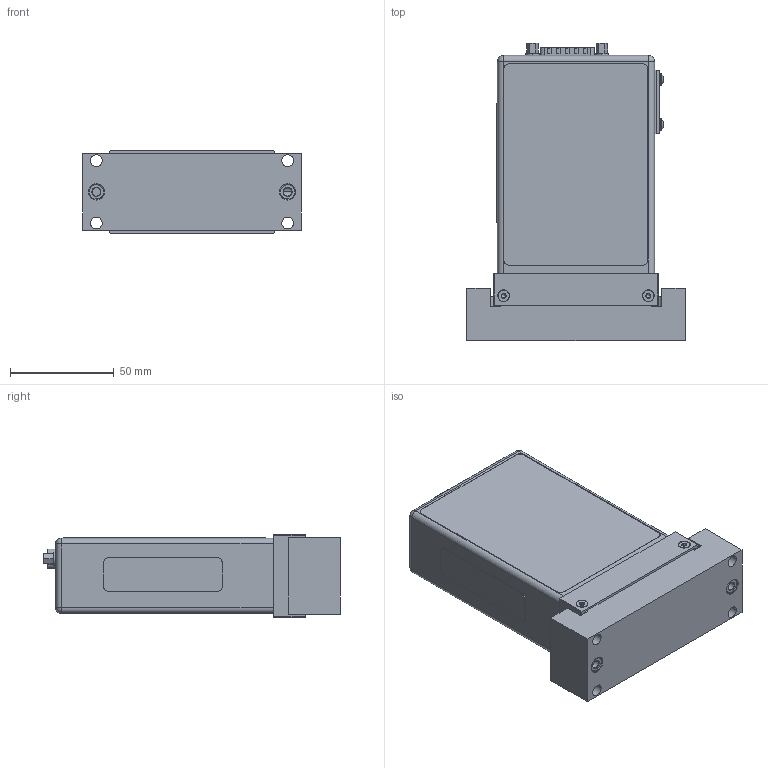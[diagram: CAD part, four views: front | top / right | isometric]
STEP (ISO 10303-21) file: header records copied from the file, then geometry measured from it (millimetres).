
FILE_DESCRIPTION((''),'2;1');
FILE_NAME('1049356_C-SEAL_15-PIN_DUMMY_ASM','2013-11-20T',('cockrofm'),('MKS Instruments, Inc.'),'PRO/ENGINEER BY PARAMETRIC TECHNOLOGY CORPORATION, 2009060','PRO/ENGINEER BY PARAMETRIC TECHNOLOGY CORPORATION, 2009060','');
FILE_SCHEMA(('AUTOMOTIVE_DESIGN { 1 2 10303 214 0 1 1 1 }'));
Length unit declared in the file: inch
Products named in the file (21): 1052597_FLOWBODY_C-SEAL; 1046660_FOR_ENCLOSURE; 1047434_BRACKET; 185-7810_LCKWSHR; 160-3779; 1048244_FLANGE; 1050213_ENCLOSURE; 1050523_WELDMENT_ASM; 1048485_LABEL; 1048486_LABEL_REAR; 1046660_FOR_RJ45; 1046661_PLATE_COVER; 1048487-001; 1048642_STANDOFF_4-40; 1050986_RING_RETAINER; 1051195-001; 1051209; 119937-P9_LARGE-SINGLE; 1048649_15-PIN_CONN; 136492_PIN; 1049356_C-SEAL_15-PIN_DUMMY_ASM
Assembly tree (28 placements, depth 3):
  1049356_C-SEAL_15-PIN_DUMMY_ASM
    1052597_FLOWBODY_C-SEAL
    1046660_FOR_ENCLOSURE
    1047434_BRACKET
    185-7810_LCKWSHR
    160-3779
    1050523_WELDMENT_ASM
      1048244_FLANGE
      1050213_ENCLOSURE
    1048485_LABEL
    1048486_LABEL_REAR
    1046660_FOR_RJ45
    1046661_PLATE_COVER
    1048487-001
    1048642_STANDOFF_4-40  x2
    1050986_RING_RETAINER  x2
    1051195-001  x2
    1051209  x6
    119937-P9_LARGE-SINGLE
    1048649_15-PIN_CONN
    136492_PIN
Bounding box: 105.16 x 142.8 x 39.47 mm (x, y, z)
Volume: 127085.3 mm3; surface area: 121309.9 mm2
Topology: 29 solids, 39 shells, 1205 faces, 2917 edges, 1826 vertices
Faces by surface type: cylinder 471, plane 424, cone 134, torus 71, bspline 57, extrusion 32, sphere 16
Entity records: 39327 total; most frequent: CARTESIAN_POINT 7645, DIRECTION 4753, ORIENTED_EDGE 4346, PRESENTATION_STYLE_ASSIGNMENT 2461, STYLED_ITEM 2249, CURVE_STYLE 2221, EDGE_CURVE 2189, AXIS2_PLACEMENT_3D 1791
